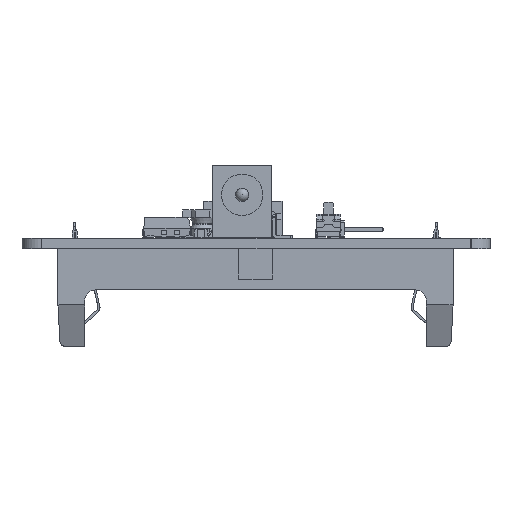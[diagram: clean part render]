
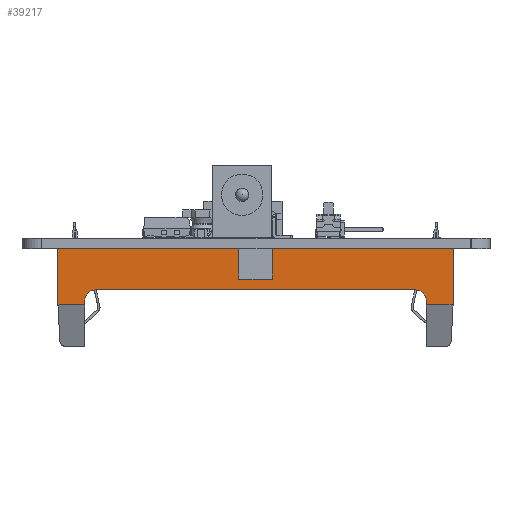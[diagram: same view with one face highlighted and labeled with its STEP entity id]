
A CAD part, left-side view. The second image highlights one B-rep face of the part: STEP entity #39217.
In plain terms, the highlighted face is planar.
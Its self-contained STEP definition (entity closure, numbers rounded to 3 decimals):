
#31876 = VERTEX_POINT('',#31877);
#31877 = CARTESIAN_POINT('',(24.892,0.,8.128));
#31883 = EDGE_CURVE('',#31884,#31876,#31886,.T.);
#31884 = VERTEX_POINT('',#31885);
#31885 = CARTESIAN_POINT('',(2.54,0.,8.128));
#31886 = LINE('',#31887,#31888);
#31887 = CARTESIAN_POINT('',(-25.908,0.,8.128));
#31888 = VECTOR('',#31889,1.);
#31889 = DIRECTION('',(1.,0.,0.));
#31908 = VERTEX_POINT('',#31909);
#31909 = CARTESIAN_POINT('',(-2.54,0.,8.128));
#31915 = EDGE_CURVE('',#31916,#31908,#31918,.T.);
#31916 = VERTEX_POINT('',#31917);
#31917 = CARTESIAN_POINT('',(-24.892,0.,8.128));
#31918 = LINE('',#31919,#31920);
#31919 = CARTESIAN_POINT('',(-25.908,0.,8.128));
#31920 = VECTOR('',#31921,1.);
#31921 = DIRECTION('',(1.,0.,0.));
#35808 = VERTEX_POINT('',#35809);
#35809 = CARTESIAN_POINT('',(-24.333,6.223,8.128));
#35815 = EDGE_CURVE('',#35808,#35816,#35818,.T.);
#35816 = VERTEX_POINT('',#35817);
#35817 = CARTESIAN_POINT('',(-25.908,7.798,8.128));
#35818 = CIRCLE('',#35819,1.575);
#35819 = AXIS2_PLACEMENT_3D('',#35820,#35821,#35822);
#35820 = CARTESIAN_POINT('',(-24.333,7.798,8.128));
#35821 = DIRECTION('',(0.,0.,-1.));
#35822 = DIRECTION('',(1.,0.,0.));
#35872 = VERTEX_POINT('',#35873);
#35873 = CARTESIAN_POINT('',(25.908,7.798,8.128));
#35879 = EDGE_CURVE('',#35872,#35880,#35882,.T.);
#35880 = VERTEX_POINT('',#35881);
#35881 = CARTESIAN_POINT('',(24.333,6.223,8.128));
#35882 = CIRCLE('',#35883,1.575);
#35883 = AXIS2_PLACEMENT_3D('',#35884,#35885,#35886);
#35884 = CARTESIAN_POINT('',(24.333,7.798,8.128));
#35885 = DIRECTION('',(0.,0.,-1.));
#35886 = DIRECTION('',(1.,0.,0.));
#36059 = EDGE_CURVE('',#36060,#36062,#36064,.T.);
#36060 = VERTEX_POINT('',#36061);
#36061 = CARTESIAN_POINT('',(-2.54,4.572,8.128));
#36062 = VERTEX_POINT('',#36063);
#36063 = CARTESIAN_POINT('',(2.54,4.572,8.128));
#36064 = LINE('',#36065,#36066);
#36065 = CARTESIAN_POINT('',(-2.54,4.572,8.128));
#36066 = VECTOR('',#36067,1.);
#36067 = DIRECTION('',(1.,0.,0.));
#36107 = EDGE_CURVE('',#36060,#31908,#36108,.T.);
#36108 = LINE('',#36109,#36110);
#36109 = CARTESIAN_POINT('',(-2.54,4.572,8.128));
#36110 = VECTOR('',#36111,1.);
#36111 = DIRECTION('',(0.,-1.,0.));
#36139 = EDGE_CURVE('',#36062,#31884,#36140,.T.);
#36140 = LINE('',#36141,#36142);
#36141 = CARTESIAN_POINT('',(2.54,4.572,8.128));
#36142 = VECTOR('',#36143,1.);
#36143 = DIRECTION('',(0.,-1.,0.));
#37051 = VERTEX_POINT('',#37052);
#37052 = CARTESIAN_POINT('',(29.972,-0.381,8.128));
#37060 = EDGE_CURVE('',#37061,#37051,#37063,.T.);
#37061 = VERTEX_POINT('',#37062);
#37062 = CARTESIAN_POINT('',(24.892,-0.381,8.128));
#37063 = LINE('',#37064,#37065);
#37064 = CARTESIAN_POINT('',(29.972,-0.381,8.128));
#37065 = VECTOR('',#37066,1.);
#37066 = DIRECTION('',(1.,-0.,0.));
#37131 = EDGE_CURVE('',#37061,#31876,#37132,.T.);
#37132 = LINE('',#37133,#37134);
#37133 = CARTESIAN_POINT('',(24.892,-0.381,8.128));
#37134 = VECTOR('',#37135,1.);
#37135 = DIRECTION('',(0.,1.,0.));
#37145 = EDGE_CURVE('',#37146,#37148,#37150,.T.);
#37146 = VERTEX_POINT('',#37147);
#37147 = CARTESIAN_POINT('',(-29.972,-0.381,8.128));
#37148 = VERTEX_POINT('',#37149);
#37149 = CARTESIAN_POINT('',(-24.892,-0.381,8.128));
#37150 = LINE('',#37151,#37152);
#37151 = CARTESIAN_POINT('',(-29.972,-0.381,8.128));
#37152 = VECTOR('',#37153,1.);
#37153 = DIRECTION('',(1.,0.,0.));
#37186 = EDGE_CURVE('',#37148,#31916,#37187,.T.);
#37187 = LINE('',#37188,#37189);
#37188 = CARTESIAN_POINT('',(-24.892,-0.381,8.128));
#37189 = VECTOR('',#37190,1.);
#37190 = DIRECTION('',(0.,1.,0.));
#37746 = VERTEX_POINT('',#37747);
#37747 = CARTESIAN_POINT('',(-29.972,8.509,8.128));
#38075 = EDGE_CURVE('',#37746,#38076,#38078,.T.);
#38076 = VERTEX_POINT('',#38077);
#38077 = CARTESIAN_POINT('',(-25.908,8.509,8.128));
#38078 = LINE('',#38079,#38080);
#38079 = CARTESIAN_POINT('',(-29.972,8.509,8.128));
#38080 = VECTOR('',#38081,1.);
#38081 = DIRECTION('',(1.,-0.,-0.));
#38191 = VERTEX_POINT('',#38192);
#38192 = CARTESIAN_POINT('',(29.972,8.509,8.128));
#38415 = EDGE_CURVE('',#38191,#37051,#38416,.T.);
#38416 = LINE('',#38417,#38418);
#38417 = CARTESIAN_POINT('',(29.972,0.,8.128));
#38418 = VECTOR('',#38419,1.);
#38419 = DIRECTION('',(-0.,-1.,-0.));
#38441 = VERTEX_POINT('',#38442);
#38442 = CARTESIAN_POINT('',(25.908,8.509,8.128));
#38448 = EDGE_CURVE('',#38191,#38441,#38449,.T.);
#38449 = LINE('',#38450,#38451);
#38450 = CARTESIAN_POINT('',(29.972,8.509,8.128));
#38451 = VECTOR('',#38452,1.);
#38452 = DIRECTION('',(-1.,-0.,-0.));
#38647 = EDGE_CURVE('',#38441,#35872,#38648,.T.);
#38648 = LINE('',#38649,#38650);
#38649 = CARTESIAN_POINT('',(25.908,0.,8.128));
#38650 = VECTOR('',#38651,1.);
#38651 = DIRECTION('',(-0.,-1.,-0.));
#38690 = EDGE_CURVE('',#35808,#35880,#38691,.T.);
#38691 = LINE('',#38692,#38693);
#38692 = CARTESIAN_POINT('',(-25.908,6.223,8.128));
#38693 = VECTOR('',#38694,1.);
#38694 = DIRECTION('',(1.,0.,0.));
#38753 = EDGE_CURVE('',#37746,#37146,#38754,.T.);
#38754 = LINE('',#38755,#38756);
#38755 = CARTESIAN_POINT('',(-29.972,0.,8.128));
#38756 = VECTOR('',#38757,1.);
#38757 = DIRECTION('',(0.,-1.,-0.));
#38800 = EDGE_CURVE('',#38076,#35816,#38801,.T.);
#38801 = LINE('',#38802,#38803);
#38802 = CARTESIAN_POINT('',(-25.908,0.,8.128));
#38803 = VECTOR('',#38804,1.);
#38804 = DIRECTION('',(0.,-1.,-0.));
#39217 = ADVANCED_FACE('',(#39218),#39238,.T.);
#39218 = FACE_BOUND('',#39219,.T.);
#39219 = EDGE_LOOP('',(#39220,#39221,#39222,#39223,#39224,#39225,#39226,
    #39227,#39228,#39229,#39230,#39231,#39232,#39233,#39234,#39235,
    #39236,#39237));
#39220 = ORIENTED_EDGE('',*,*,#36059,.T.);
#39221 = ORIENTED_EDGE('',*,*,#36139,.T.);
#39222 = ORIENTED_EDGE('',*,*,#31883,.T.);
#39223 = ORIENTED_EDGE('',*,*,#37131,.F.);
#39224 = ORIENTED_EDGE('',*,*,#37060,.T.);
#39225 = ORIENTED_EDGE('',*,*,#38415,.F.);
#39226 = ORIENTED_EDGE('',*,*,#38448,.T.);
#39227 = ORIENTED_EDGE('',*,*,#38647,.T.);
#39228 = ORIENTED_EDGE('',*,*,#35879,.T.);
#39229 = ORIENTED_EDGE('',*,*,#38690,.F.);
#39230 = ORIENTED_EDGE('',*,*,#35815,.T.);
#39231 = ORIENTED_EDGE('',*,*,#38800,.F.);
#39232 = ORIENTED_EDGE('',*,*,#38075,.F.);
#39233 = ORIENTED_EDGE('',*,*,#38753,.T.);
#39234 = ORIENTED_EDGE('',*,*,#37145,.T.);
#39235 = ORIENTED_EDGE('',*,*,#37186,.T.);
#39236 = ORIENTED_EDGE('',*,*,#31915,.T.);
#39237 = ORIENTED_EDGE('',*,*,#36107,.F.);
#39238 = PLANE('',#39239);
#39239 = AXIS2_PLACEMENT_3D('',#39240,#39241,#39242);
#39240 = CARTESIAN_POINT('',(-25.908,0.,8.128));
#39241 = DIRECTION('',(0.,0.,1.));
#39242 = DIRECTION('',(1.,0.,-0.));
